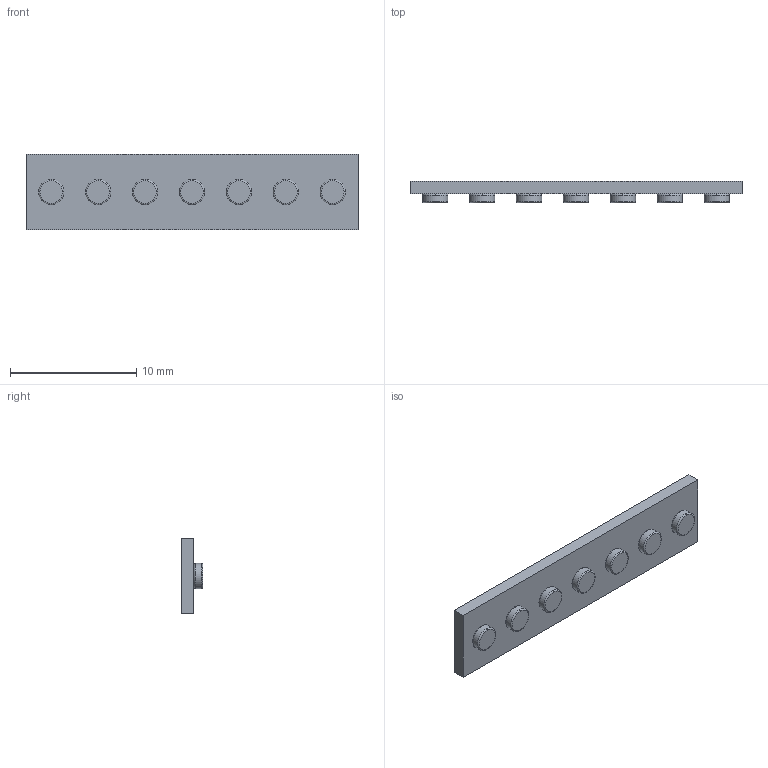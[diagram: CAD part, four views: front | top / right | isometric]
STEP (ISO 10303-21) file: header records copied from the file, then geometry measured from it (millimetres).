
FILE_DESCRIPTION(('TFLEX Exchange Step'),'2;1');
FILE_NAME(' башня 6.stp', '2022-04-03T22:06:25+03:00',('ilya'),('Unknown organisation'),'TFLEX Exchange 2022.0','T-FLEX CAD','Unknown authorisation');
FILE_SCHEMA( ('AUTOMOTIVE_DESIGN { 1 0 10303 214 1 1 1 1 }') );
Length unit declared in the file: millimetre
Products named in the file (2): норм заклепка; декор башня 6
Assembly tree (7 placements, depth 2):
  декор башня 6
    норм заклепка  x7
Bounding box: 26.28 x 1.7 x 6 mm (x, y, z)
Volume: 175.1 mm3; surface area: 461 mm2
Topology: 9 solids, 9 shells, 70 faces, 140 edges, 88 vertices
Faces by surface type: torus 32, plane 22, cylinder 16
Entity records: 504 total; most frequent: DIRECTION 86, CARTESIAN_POINT 68, ORIENTED_EDGE 56, AXIS2_PLACEMENT_3D 36, EDGE_CURVE 28, VERTEX_POINT 18, PRODUCT_DEFINITION_SHAPE 15, VECTOR 14
